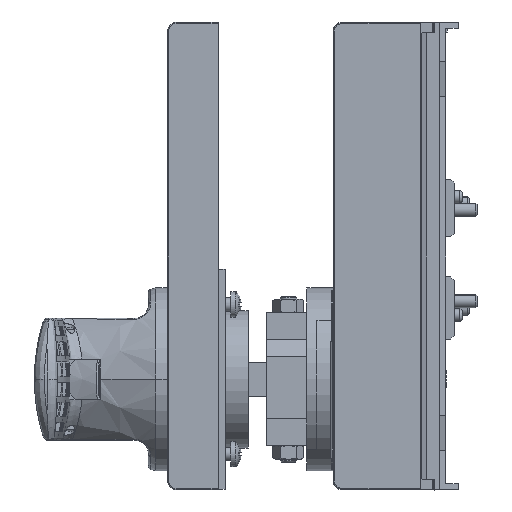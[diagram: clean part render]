
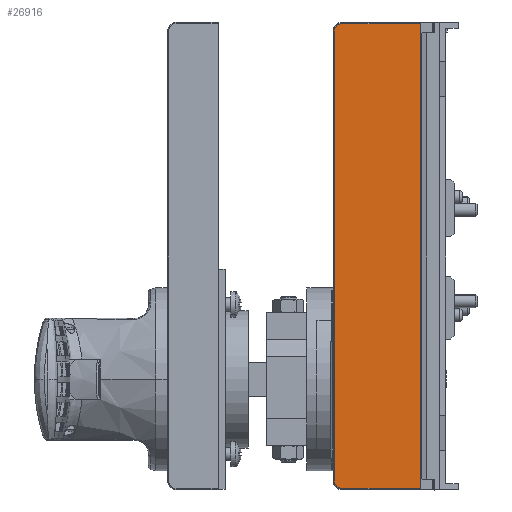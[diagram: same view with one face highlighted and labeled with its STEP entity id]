
A CAD part, left-side view. The second image highlights one B-rep face of the part: STEP entity #26916.
In plain terms, the highlighted planar face has unit normal (-1, 0.009, 0).
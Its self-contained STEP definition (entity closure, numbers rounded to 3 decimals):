
#7426=CARTESIAN_POINT('',(-52.79,112.022,22.729));
#7433=DIRECTION('',(0.,0.,-1.));
#7434=VECTOR('',#7433,138.86);
#7435=CARTESIAN_POINT('',(-52.996,88.496,22.934));
#7436=LINE('',#7435,#7434);
#7437=DIRECTION('',(0.009,1.,0.009));
#7438=VECTOR('',#7437,23.527);
#7439=CARTESIAN_POINT('',(-52.996,88.496,
-115.926));
#7440=LINE('',#7439,#7438);
#7441=CARTESIAN_POINT('',(-52.791,112.003,
-113.52));
#7442=DIRECTION('',(1.,-0.009,0.));
#7443=DIRECTION('',(0.,0.009,-1.));
#7444=AXIS2_PLACEMENT_3D('',#7441,#7442,#7443);
#7446=DIRECTION('',(0.,0.,1.));
#7447=VECTOR('',#7446,134.05);
#7448=CARTESIAN_POINT('',(-52.771,114.203,
-113.52));
#7449=LINE('',#7448,#7447);
#7450=CARTESIAN_POINT('',(-52.791,112.003,20.529));
#7451=DIRECTION('',(1.,-0.009,0.));
#7452=DIRECTION('',(0.009,1.,0.));
#7453=AXIS2_PLACEMENT_3D('',#7450,#7451,#7452);
#7455=DIRECTION('',(-0.009,-1.,0.009));
#7456=VECTOR('',#7455,23.527);
#7457=CARTESIAN_POINT('',(-52.79,112.022,22.729));
#7458=LINE('',#7457,#7456);
#15874=VERTEX_POINT('',#7426);
#15875=CARTESIAN_POINT('',(-52.771,114.203,
20.529));
#15876=VERTEX_POINT('',#15875);
#15877=CARTESIAN_POINT('',(-52.996,88.496,
22.934));
#15878=CARTESIAN_POINT('',(-52.996,88.496,
-115.926));
#15879=VERTEX_POINT('',#15877);
#15880=VERTEX_POINT('',#15878);
#17156=CARTESIAN_POINT('',(-52.771,114.203,
-113.52));
#17157=VERTEX_POINT('',#17156);
#17158=CARTESIAN_POINT('',(-52.79,112.022,
-115.72));
#17159=VERTEX_POINT('',#17158);
#26902=CARTESIAN_POINT('',(-52.884,101.35,
-46.496));
#26903=DIRECTION('',(1.,-0.009,0.));
#26904=DIRECTION('',(0.,0.,-1.));
#26905=AXIS2_PLACEMENT_3D('',#26902,#26903,#26904);
#26906=PLANE('',#26905);
#26907=ORIENTED_EDGE('',*,*,#20817,.T.);
#26908=ORIENTED_EDGE('',*,*,#20969,.T.);
#26909=ORIENTED_EDGE('',*,*,#20983,.T.);
#26911=ORIENTED_EDGE('',*,*,#26910,.T.);
#26912=ORIENTED_EDGE('',*,*,#26882,.T.);
#26913=ORIENTED_EDGE('',*,*,#26895,.T.);
#26914=EDGE_LOOP('',(#26907,#26908,#26909,#26911,#26912,#26913));
#26915=FACE_OUTER_BOUND('',#26914,.F.);
#7445=CIRCLE('',#7444,2.2);
#7454=CIRCLE('',#7453,2.2);
#20817=EDGE_CURVE('',#15879,#15880,#7436,.T.);
#20969=EDGE_CURVE('',#15880,#17159,#7440,.T.);
#20983=EDGE_CURVE('',#17159,#17157,#7445,.T.);
#26882=EDGE_CURVE('',#15876,#15874,#7454,.T.);
#26895=EDGE_CURVE('',#15874,#15879,#7458,.T.);
#26910=EDGE_CURVE('',#17157,#15876,#7449,.T.);
#26916=ADVANCED_FACE('',(#26915),#26906,.F.);
